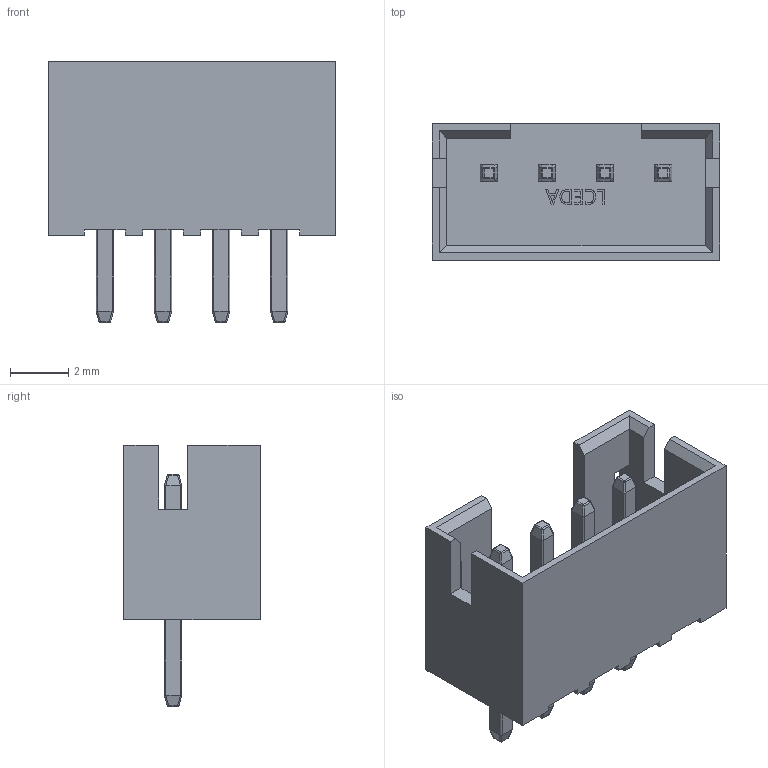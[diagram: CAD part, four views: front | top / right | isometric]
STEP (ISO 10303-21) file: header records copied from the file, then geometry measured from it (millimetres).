
FILE_DESCRIPTION (( 'STEP AP214' ), '1' );
FILE_NAME ('PH2.0-LI-4P.step', '2022-08-08T03:27:48', ( '' ), ( '' ), 'SwSTEP 2.0', 'SolidWorks 2020', '' );
FILE_SCHEMA (( 'AUTOMOTIVE_DESIGN' ));
Length unit declared in the file: millimetre
Products named in the file (1): PH2.0-LI-4P
Bounding box: 9.9 x 4.7 x 9 mm (x, y, z)
Volume: 118.7 mm3; surface area: 404.2 mm2
Topology: 14 solids, 14 shells, 541 faces, 1402 edges, 900 vertices
Faces by surface type: plane 301, bspline 112, cylinder 96, sphere 32
Entity records: 23598 total; most frequent: CARTESIAN_POINT 5236, ORIENTED_EDGE 2804, DIRECTION 2066, EDGE_CURVE 1402, LINE 950, VECTOR 950, VERTEX_POINT 900, EDGE_LOOP 568
